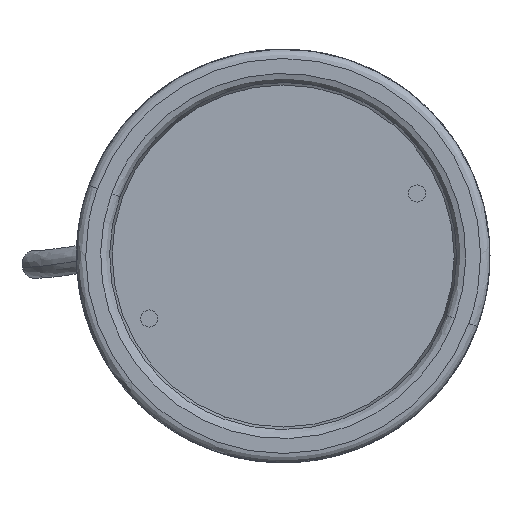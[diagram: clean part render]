
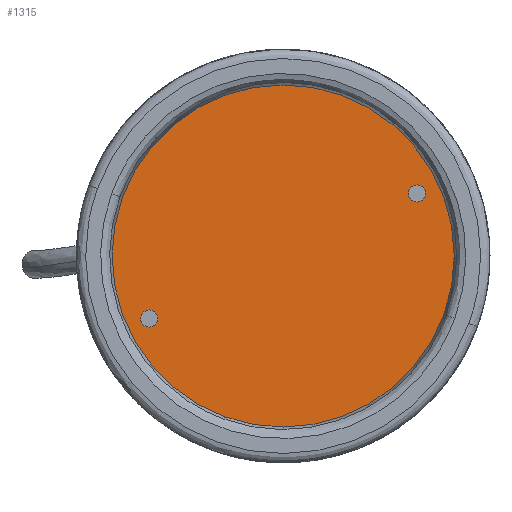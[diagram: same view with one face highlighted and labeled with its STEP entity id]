
A CAD part, front view. The second image highlights one B-rep face of the part: STEP entity #1315.
In plain terms, the highlighted planar face has unit normal (0, -1, 0).
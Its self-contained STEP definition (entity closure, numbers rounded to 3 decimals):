
#542 = VERTEX_POINT ( 'NONE', #64077 ) ;
#1315 = ADVANCED_FACE ( 'NONE', ( #43704, #18391, #49253 ), #73418, .F. ) ;
#1624 = DIRECTION ( 'NONE',  ( 0., -1., 0. ) ) ;
#1937 = VERTEX_POINT ( 'NONE', #59225 ) ;
#2212 = CARTESIAN_POINT ( 'NONE',  ( 0., 5.2, -55. ) ) ;
#2765 = CARTESIAN_POINT ( 'NONE',  ( 30.838, 5.2, 33.588 ) ) ;
#6602 = DIRECTION ( 'NONE',  ( 0., 0., -1. ) ) ;
#9411 = CARTESIAN_POINT ( 'NONE',  ( -33.588, 5.2, -33.588 ) ) ;
#10283 = VERTEX_POINT ( 'NONE', #2765 ) ;
#11515 = AXIS2_PLACEMENT_3D ( 'NONE', #69172, #50531, #14915 ) ;
#12922 = AXIS2_PLACEMENT_3D ( 'NONE', #9411, #27584, #59239 ) ;
#13626 = DIRECTION ( 'NONE',  ( 0., -1., 0. ) ) ;
#14915 = DIRECTION ( 'NONE',  ( 0., 0., -1. ) ) ;
#17022 = AXIS2_PLACEMENT_3D ( 'NONE', #21454, #68598, #62260 ) ;
#18391 = FACE_BOUND ( 'NONE', #32486, .T. ) ;
#19773 = CARTESIAN_POINT ( 'NONE',  ( -33.588, 5.2, -33.588 ) ) ;
#21454 = CARTESIAN_POINT ( 'NONE',  ( 33.588, 5.2, 33.588 ) ) ;
#22645 = EDGE_CURVE ( 'NONE', #1937, #542, #38172, .T. ) ;
#23550 = CARTESIAN_POINT ( 'NONE',  ( 0., 5.2, 55. ) ) ;
#24081 = AXIS2_PLACEMENT_3D ( 'NONE', #42970, #65984, #6602 ) ;
#25883 = AXIS2_PLACEMENT_3D ( 'NONE', #19773, #1624, #49060 ) ;
#27145 = EDGE_CURVE ( 'NONE', #74135, #74527, #45624, .T. ) ;
#27584 = DIRECTION ( 'NONE',  ( 0., -1., 0. ) ) ;
#29360 = VERTEX_POINT ( 'NONE', #35025 ) ;
#31835 = CARTESIAN_POINT ( 'NONE',  ( 33.588, 5.2, 33.588 ) ) ;
#32486 = EDGE_LOOP ( 'NONE', ( #44825, #76446 ) ) ;
#35025 = CARTESIAN_POINT ( 'NONE',  ( 36.338, 5.2, 33.588 ) ) ;
#36590 = DIRECTION ( 'NONE',  ( 0., 1., 0. ) ) ;
#36985 = EDGE_CURVE ( 'NONE', #29360, #10283, #47293, .T. ) ;
#38172 = CIRCLE ( 'NONE', #12922, 2.75 ) ;
#42970 = CARTESIAN_POINT ( 'NONE',  ( 0., 5.2, 0. ) ) ;
#43338 = EDGE_CURVE ( 'NONE', #10283, #29360, #44975, .T. ) ;
#43704 = FACE_BOUND ( 'NONE', #76678, .T. ) ;
#44825 = ORIENTED_EDGE ( 'NONE', *, *, #68956, .F. ) ;
#44975 = CIRCLE ( 'NONE', #69042, 2.75 ) ;
#45624 = CIRCLE ( 'NONE', #11515, 55. ) ;
#46347 = ORIENTED_EDGE ( 'NONE', *, *, #36985, .F. ) ;
#47293 = CIRCLE ( 'NONE', #17022, 2.75 ) ;
#47427 = AXIS2_PLACEMENT_3D ( 'NONE', #66705, #36590, #60745 ) ;
#49060 = DIRECTION ( 'NONE',  ( 1., 0., 0. ) ) ;
#49253 = FACE_OUTER_BOUND ( 'NONE', #55596, .T. ) ;
#50531 = DIRECTION ( 'NONE',  ( 0., -1., 0. ) ) ;
#53998 = EDGE_CURVE ( 'NONE', #74527, #74135, #74690, .T. ) ;
#55596 = EDGE_LOOP ( 'NONE', ( #59500, #66433 ) ) ;
#59225 = CARTESIAN_POINT ( 'NONE',  ( -36.338, 5.2, -33.588 ) ) ;
#59235 = ORIENTED_EDGE ( 'NONE', *, *, #43338, .F. ) ;
#59239 = DIRECTION ( 'NONE',  ( 1., 0., 0. ) ) ;
#59500 = ORIENTED_EDGE ( 'NONE', *, *, #27145, .T. ) ;
#60745 = DIRECTION ( 'NONE',  ( 0., 0., 1. ) ) ;
#61125 = DIRECTION ( 'NONE',  ( 1., 0., 0. ) ) ;
#62260 = DIRECTION ( 'NONE',  ( 1., 0., 0. ) ) ;
#64077 = CARTESIAN_POINT ( 'NONE',  ( -30.838, 5.2, -33.588 ) ) ;
#65984 = DIRECTION ( 'NONE',  ( 0., -1., 0. ) ) ;
#66433 = ORIENTED_EDGE ( 'NONE', *, *, #53998, .T. ) ;
#66705 = CARTESIAN_POINT ( 'NONE',  ( -110., 5.2, -110. ) ) ;
#68598 = DIRECTION ( 'NONE',  ( 0., -1., 0. ) ) ;
#68956 = EDGE_CURVE ( 'NONE', #542, #1937, #75234, .T. ) ;
#69042 = AXIS2_PLACEMENT_3D ( 'NONE', #31835, #13626, #61125 ) ;
#69172 = CARTESIAN_POINT ( 'NONE',  ( 0., 5.2, 0. ) ) ;
#73418 = PLANE ( 'NONE',  #47427 ) ;
#74135 = VERTEX_POINT ( 'NONE', #2212 ) ;
#74527 = VERTEX_POINT ( 'NONE', #23550 ) ;
#74690 = CIRCLE ( 'NONE', #24081, 55. ) ;
#75234 = CIRCLE ( 'NONE', #25883, 2.75 ) ;
#76446 = ORIENTED_EDGE ( 'NONE', *, *, #22645, .F. ) ;
#76678 = EDGE_LOOP ( 'NONE', ( #46347, #59235 ) ) ;
